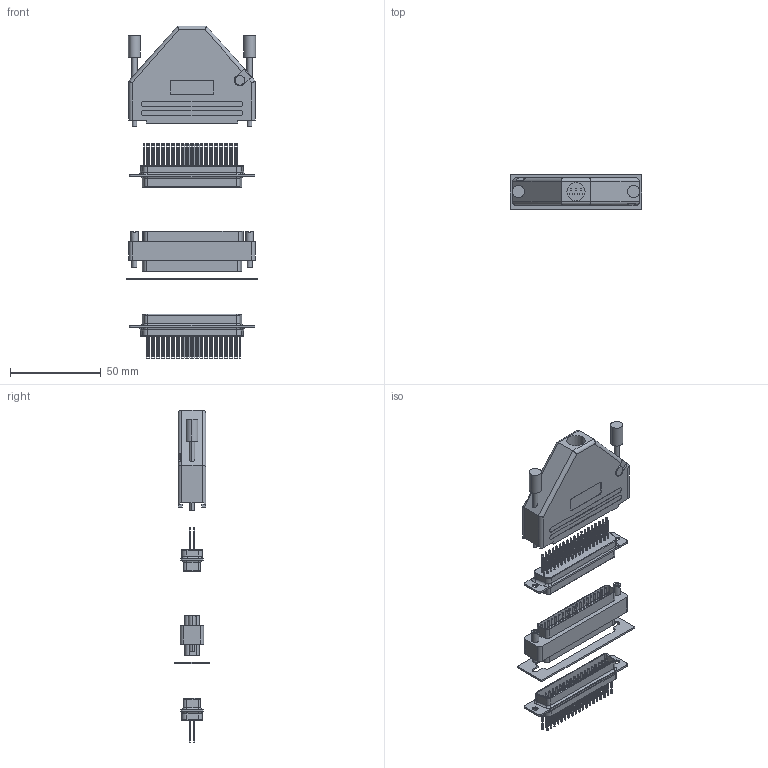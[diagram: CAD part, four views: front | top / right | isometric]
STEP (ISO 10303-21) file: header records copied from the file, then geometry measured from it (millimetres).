
FILE_DESCRIPTION (( 'STEP AP214' ), '1' );
FILE_NAME ('INGUN_116386.STEP', '2024-10-09T12:23:50', ( '' ), ( '' ), 'SwSTEP 2.0', 'SolidWorks 2021', '' );
FILE_SCHEMA (( 'AUTOMOTIVE_DESIGN' ));
Length unit declared in the file: millimetre
Products named in the file (6): 43451~0_S; 116378~0_S; 29627~0; INGUN_116386; 29632~0; 22547~0_S
Assembly tree (5 placements, depth 2):
  INGUN_116386
    116378~0_S
    29632~0
    29627~0
    22547~0_S
    43451~0_S
Bounding box: 72.3 x 19 x 183 mm (x, y, z)
Volume: 47672.5 mm3; surface area: 34231.6 mm2
Topology: 5 solids, 5 shells, 1316 faces, 3116 edges, 1983 vertices
Faces by surface type: plane 656, cylinder 460, cone 78, sphere 74, torus 40, bspline 8
Entity records: 41586 total; most frequent: DIRECTION 6708, CARTESIAN_POINT 6537, ORIENTED_EDGE 5928, EDGE_CURVE 2964, AXIS2_PLACEMENT_3D 2448, VERTEX_POINT 1909, VECTOR 1812, LINE 1812
